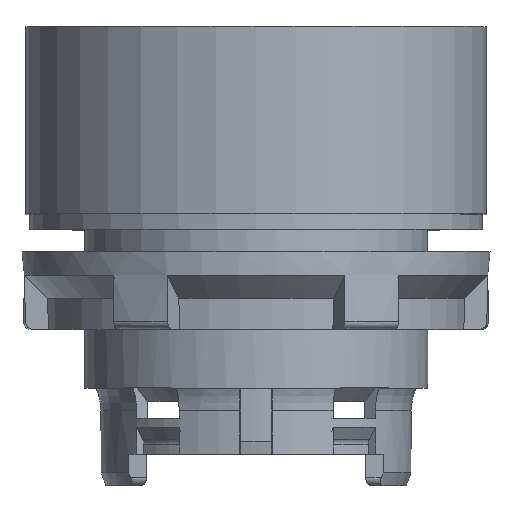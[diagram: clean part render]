
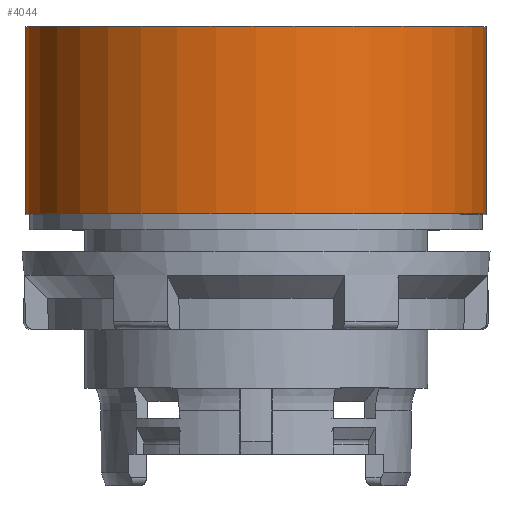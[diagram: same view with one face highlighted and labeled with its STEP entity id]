
A CAD part, top view. The second image highlights one B-rep face of the part: STEP entity #4044.
In plain terms, the highlighted cylindrical face has radius 14.75 mm (diameter 29.5 mm), a partial arc.
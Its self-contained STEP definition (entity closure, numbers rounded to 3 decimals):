
#334=LINE('',#6001,#580);
#335=LINE('',#6005,#581);
#580=VECTOR('',#4901,1000.);
#581=VECTOR('',#4906,1000.);
#958=ORIENTED_EDGE('',*,*,#1936,.F.);
#959=ORIENTED_EDGE('',*,*,#1937,.F.);
#960=ORIENTED_EDGE('',*,*,#1909,.T.);
#961=ORIENTED_EDGE('',*,*,#1935,.T.);
#1909=EDGE_CURVE('',#2386,#2388,#2667,.T.);
#1935=EDGE_CURVE('',#2388,#2409,#334,.T.);
#1936=EDGE_CURVE('',#2410,#2409,#2676,.T.);
#1937=EDGE_CURVE('',#2386,#2410,#335,.T.);
#2386=VERTEX_POINT('',#5941);
#2388=VERTEX_POINT('',#5945);
#2409=VERTEX_POINT('',#6000);
#2410=VERTEX_POINT('',#6004);
#2667=CIRCLE('',#4306,14.75);
#2676=CIRCLE('',#4324,14.75);
#2817=EDGE_LOOP('',(#958,#959,#960,#961));
#3023=FACE_BOUND('',#2817,.T.);
#3200=CYLINDRICAL_SURFACE('',#4323,14.75);
#4044=ADVANCED_FACE('',(#3023),#3200,.T.);
#4306=AXIS2_PLACEMENT_3D('',#5946,#4850,#4851);
#4323=AXIS2_PLACEMENT_3D('',#6002,#4902,#4903);
#4324=AXIS2_PLACEMENT_3D('',#6003,#4904,#4905);
#4850=DIRECTION('',(1.,0.,0.));
#4851=DIRECTION('',(0.,0.,-1.));
#4901=DIRECTION('',(1.,0.,0.));
#4902=DIRECTION('',(1.,0.,0.));
#4903=DIRECTION('',(0.,0.,-1.));
#4904=DIRECTION('',(1.,0.,0.));
#4905=DIRECTION('',(0.,0.,-1.));
#4906=DIRECTION('',(1.,0.,0.));
#5941=CARTESIAN_POINT('',(-12.,-12.75,14.75));
#5945=CARTESIAN_POINT('',(-12.,-12.75,-14.75));
#5946=CARTESIAN_POINT('',(-12.,-12.75,0.));
#6000=CARTESIAN_POINT('',(0.,-12.75,-14.75));
#6001=CARTESIAN_POINT('',(-12.,-12.75,-14.75));
#6002=CARTESIAN_POINT('',(-12.,-12.75,0.));
#6003=CARTESIAN_POINT('',(0.,-12.75,0.));
#6004=CARTESIAN_POINT('',(0.,-12.75,14.75));
#6005=CARTESIAN_POINT('',(-12.,-12.75,14.75));
